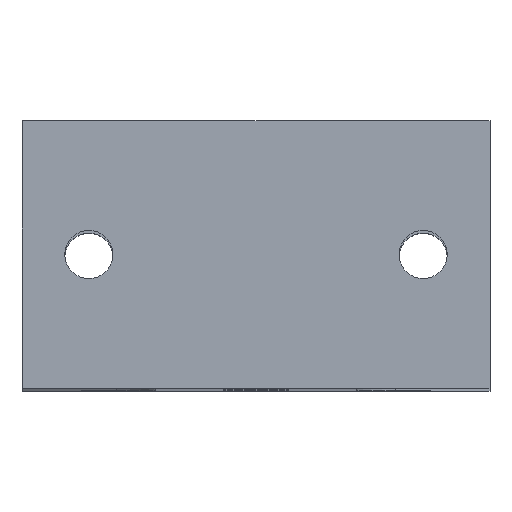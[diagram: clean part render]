
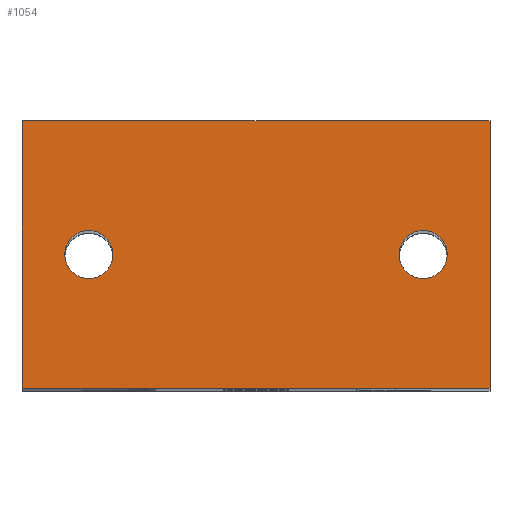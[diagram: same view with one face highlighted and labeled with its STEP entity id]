
A CAD part, top view. The second image highlights one B-rep face of the part: STEP entity #1054.
In plain terms, the highlighted planar face has unit normal (0, 0, 1).
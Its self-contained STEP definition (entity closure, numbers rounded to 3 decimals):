
#9 = CARTESIAN_POINT ( 'NONE',  ( -14.3, 10., 0. ) ) ;
#85 = AXIS2_PLACEMENT_3D ( 'NONE', #1492, #255, #130 ) ;
#124 = VERTEX_POINT ( 'NONE', #1878 ) ;
#125 = ORIENTED_EDGE ( 'NONE', *, *, #700, .T. ) ;
#130 = DIRECTION ( 'NONE',  ( -1., 0., 0. ) ) ;
#153 = PLANE ( 'NONE',  #1037 ) ;
#158 = DIRECTION ( 'NONE',  ( -1., 0., 0. ) ) ;
#160 = DIRECTION ( 'NONE',  ( -1., 0., 0. ) ) ;
#223 = ORIENTED_EDGE ( 'NONE', *, *, #882, .T. ) ;
#255 = DIRECTION ( 'NONE',  ( 0., 0., -1. ) ) ;
#307 = EDGE_LOOP ( 'NONE', ( #921, #223 ) ) ;
#310 = CARTESIAN_POINT ( 'NONE',  ( 7.5, 0., 0. ) ) ;
#330 = DIRECTION ( 'NONE',  ( 0., 0., -1. ) ) ;
#390 = CARTESIAN_POINT ( 'NONE',  ( 17.5, 20., 0. ) ) ;
#397 = AXIS2_PLACEMENT_3D ( 'NONE', #1247, #330, #1706 ) ;
#464 = LINE ( 'NONE', #1586, #1807 ) ;
#477 = ORIENTED_EDGE ( 'NONE', *, *, #1647, .T. ) ;
#509 = LINE ( 'NONE', #635, #1708 ) ;
#522 = EDGE_CURVE ( 'NONE', #1110, #124, #464, .T. ) ;
#615 = DIRECTION ( 'NONE',  ( 0., 0., -1. ) ) ;
#630 = VERTEX_POINT ( 'NONE', #1564 ) ;
#635 = CARTESIAN_POINT ( 'NONE',  ( -17.5, 20., 0. ) ) ;
#637 = AXIS2_PLACEMENT_3D ( 'NONE', #1808, #1964, #1342 ) ;
#663 = ORIENTED_EDGE ( 'NONE', *, *, #1971, .T. ) ;
#690 = VERTEX_POINT ( 'NONE', #1612 ) ;
#697 = ORIENTED_EDGE ( 'NONE', *, *, #798, .T. ) ;
#700 = EDGE_CURVE ( 'NONE', #1159, #630, #764, .T. ) ;
#711 = DIRECTION ( 'NONE',  ( 0., 0., -1. ) ) ;
#720 = FACE_BOUND ( 'NONE', #307, .T. ) ;
#764 = CIRCLE ( 'NONE', #1497, 1.8 ) ;
#798 = EDGE_CURVE ( 'NONE', #690, #1110, #1399, .T. ) ;
#814 = DIRECTION ( 'NONE',  ( -1., 0., 0. ) ) ;
#822 = VERTEX_POINT ( 'NONE', #1947 ) ;
#882 = EDGE_CURVE ( 'NONE', #822, #974, #888, .T. ) ;
#888 = CIRCLE ( 'NONE', #85, 1.8 ) ;
#897 = CARTESIAN_POINT ( 'NONE',  ( -17.5, 0., 0. ) ) ;
#921 = ORIENTED_EDGE ( 'NONE', *, *, #1928, .T. ) ;
#936 = CARTESIAN_POINT ( 'NONE',  ( 14.3, 10., 0. ) ) ;
#974 = VERTEX_POINT ( 'NONE', #9 ) ;
#1037 = AXIS2_PLACEMENT_3D ( 'NONE', #1373, #615, #158 ) ;
#1054 = ADVANCED_FACE ( 'NONE', ( #1464, #720, #1838 ), #153, .F. ) ;
#1078 = CARTESIAN_POINT ( 'NONE',  ( 17.5, 20., 0. ) ) ;
#1110 = VERTEX_POINT ( 'NONE', #1078 ) ;
#1125 = EDGE_CURVE ( 'NONE', #690, #1670, #1611, .T. ) ;
#1151 = VECTOR ( 'NONE', #160, 1000. ) ;
#1159 = VERTEX_POINT ( 'NONE', #936 ) ;
#1247 = CARTESIAN_POINT ( 'NONE',  ( -12.5, 10., 0. ) ) ;
#1255 = CIRCLE ( 'NONE', #397, 1.8 ) ;
#1342 = DIRECTION ( 'NONE',  ( -1., 0., 0. ) ) ;
#1373 = CARTESIAN_POINT ( 'NONE',  ( 7.5, 0., 0. ) ) ;
#1386 = ORIENTED_EDGE ( 'NONE', *, *, #522, .T. ) ;
#1399 = LINE ( 'NONE', #390, #1613 ) ;
#1417 = CARTESIAN_POINT ( 'NONE',  ( 12.5, 10., 0. ) ) ;
#1428 = DIRECTION ( 'NONE',  ( -1., 0., 0. ) ) ;
#1464 = FACE_BOUND ( 'NONE', #1709, .T. ) ;
#1492 = CARTESIAN_POINT ( 'NONE',  ( -12.5, 10., 0. ) ) ;
#1497 = AXIS2_PLACEMENT_3D ( 'NONE', #1417, #711, #814 ) ;
#1564 = CARTESIAN_POINT ( 'NONE',  ( 10.7, 10., 0. ) ) ;
#1586 = CARTESIAN_POINT ( 'NONE',  ( 7.5, 20., 0. ) ) ;
#1611 = LINE ( 'NONE', #310, #1151 ) ;
#1612 = CARTESIAN_POINT ( 'NONE',  ( 17.5, 0., 0. ) ) ;
#1613 = VECTOR ( 'NONE', #1724, 1000. ) ;
#1628 = ORIENTED_EDGE ( 'NONE', *, *, #1125, .F. ) ;
#1647 = EDGE_CURVE ( 'NONE', #630, #1159, #1930, .T. ) ;
#1670 = VERTEX_POINT ( 'NONE', #897 ) ;
#1706 = DIRECTION ( 'NONE',  ( -1., 0., 0. ) ) ;
#1708 = VECTOR ( 'NONE', #1749, 1000. ) ;
#1709 = EDGE_LOOP ( 'NONE', ( #477, #125 ) ) ;
#1724 = DIRECTION ( 'NONE',  ( 0., 1., 0. ) ) ;
#1749 = DIRECTION ( 'NONE',  ( 0., -1., 0. ) ) ;
#1807 = VECTOR ( 'NONE', #1428, 1000. ) ;
#1808 = CARTESIAN_POINT ( 'NONE',  ( 12.5, 10., 0. ) ) ;
#1838 = FACE_OUTER_BOUND ( 'NONE', #1876, .T. ) ;
#1876 = EDGE_LOOP ( 'NONE', ( #1386, #663, #1628, #697 ) ) ;
#1878 = CARTESIAN_POINT ( 'NONE',  ( -17.5, 20., 0. ) ) ;
#1928 = EDGE_CURVE ( 'NONE', #974, #822, #1255, .T. ) ;
#1930 = CIRCLE ( 'NONE', #637, 1.8 ) ;
#1947 = CARTESIAN_POINT ( 'NONE',  ( -10.7, 10., 0. ) ) ;
#1964 = DIRECTION ( 'NONE',  ( 0., 0., -1. ) ) ;
#1971 = EDGE_CURVE ( 'NONE', #124, #1670, #509, .T. ) ;
